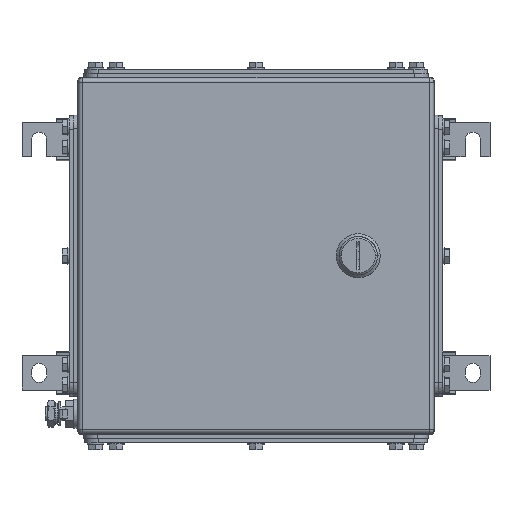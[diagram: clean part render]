
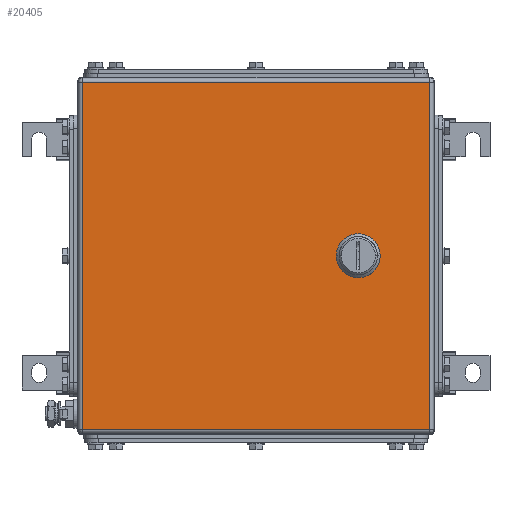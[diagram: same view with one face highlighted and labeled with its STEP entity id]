
A CAD part, top view. The second image highlights one B-rep face of the part: STEP entity #20405.
In plain terms, the highlighted planar face has unit normal (0, 0, 1).
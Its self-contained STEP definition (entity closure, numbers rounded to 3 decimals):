
#19433=AXIS2_PLACEMENT_3D('Circle Axis2P3D',#19431,#19432,$) ;
#19481=AXIS2_PLACEMENT_3D('Circle Axis2P3D',#19479,#19480,$) ;
#19500=AXIS2_PLACEMENT_3D('Circle Axis2P3D',#19498,#19499,$) ;
#20374=AXIS2_PLACEMENT_3D('Circle Axis2P3D',#20372,#20373,$) ;
#20387=AXIS2_PLACEMENT_3D('Plane Axis2P3D',#20384,#20385,#20386) ;
#19292=CARTESIAN_POINT('Vertex',(255.05,135.944,203.5)) ;
#19295=CARTESIAN_POINT('Line Origine',(255.05,141.,203.5)) ;
#19299=CARTESIAN_POINT('Vertex',(255.05,146.056,203.5)) ;
#19428=CARTESIAN_POINT('Vertex',(250.056,130.95,203.5)) ;
#19431=CARTESIAN_POINT('Axis2P3D Location',(245.,141.,203.5)) ;
#19452=CARTESIAN_POINT('Vertex',(239.944,130.95,203.5)) ;
#19455=CARTESIAN_POINT('Line Origine',(245.,130.95,203.5)) ;
#19476=CARTESIAN_POINT('Vertex',(234.95,135.944,203.5)) ;
#19479=CARTESIAN_POINT('Axis2P3D Location',(245.,141.,203.5)) ;
#19495=CARTESIAN_POINT('Vertex',(239.944,151.05,203.5)) ;
#19498=CARTESIAN_POINT('Axis2P3D Location',(245.,141.,203.5)) ;
#19502=CARTESIAN_POINT('Vertex',(234.95,146.056,203.5)) ;
#19526=CARTESIAN_POINT('Vertex',(297.,267.5,203.5)) ;
#19542=CARTESIAN_POINT('Vertex',(44.,267.5,203.5)) ;
#19545=CARTESIAN_POINT('Line Origine',(168.4,267.5,203.5)) ;
#19580=CARTESIAN_POINT('Vertex',(44.,14.5,203.5)) ;
#19583=CARTESIAN_POINT('Line Origine',(44.,141.,203.5)) ;
#19618=CARTESIAN_POINT('Vertex',(297.,14.5,203.5)) ;
#19621=CARTESIAN_POINT('Line Origine',(170.5,14.5,203.5)) ;
#19657=CARTESIAN_POINT('Line Origine',(297.,141.,203.5)) ;
#20292=CARTESIAN_POINT('Vertex',(250.056,151.05,203.5)) ;
#20295=CARTESIAN_POINT('Line Origine',(245.,151.05,203.5)) ;
#20312=CARTESIAN_POINT('Line Origine',(234.95,141.,203.5)) ;
#20372=CARTESIAN_POINT('Axis2P3D Location',(245.,141.,203.5)) ;
#20384=CARTESIAN_POINT('Axis2P3D Location',(170.5,141.,203.5)) ;
#19296=DIRECTION('Vector Direction',(0.,-1.,0.)) ;
#19432=DIRECTION('Axis2P3D Direction',(0.,0.,1.)) ;
#19456=DIRECTION('Vector Direction',(1.,0.,0.)) ;
#19480=DIRECTION('Axis2P3D Direction',(0.,0.,1.)) ;
#19499=DIRECTION('Axis2P3D Direction',(0.,0.,1.)) ;
#19546=DIRECTION('Vector Direction',(1.,0.,0.)) ;
#19584=DIRECTION('Vector Direction',(0.,-1.,0.)) ;
#19622=DIRECTION('Vector Direction',(1.,0.,0.)) ;
#19658=DIRECTION('Vector Direction',(0.,1.,0.)) ;
#20296=DIRECTION('Vector Direction',(1.,0.,0.)) ;
#20313=DIRECTION('Vector Direction',(0.,1.,0.)) ;
#20373=DIRECTION('Axis2P3D Direction',(0.,0.,1.)) ;
#20385=DIRECTION('Axis2P3D Direction',(0.,0.,1.)) ;
#20386=DIRECTION('Axis2P3D XDirection',(1.,0.,0.)) ;
#19297=VECTOR('Line Direction',#19296,1.) ;
#19457=VECTOR('Line Direction',#19456,1.) ;
#19547=VECTOR('Line Direction',#19546,1.) ;
#19585=VECTOR('Line Direction',#19584,1.) ;
#19623=VECTOR('Line Direction',#19622,1.) ;
#19659=VECTOR('Line Direction',#19658,1.) ;
#20297=VECTOR('Line Direction',#20296,1.) ;
#20314=VECTOR('Line Direction',#20313,1.) ;
#20390=ORIENTED_EDGE('',*,*,#19549,.T.) ;
#20391=ORIENTED_EDGE('',*,*,#19587,.T.) ;
#20392=ORIENTED_EDGE('',*,*,#19625,.T.) ;
#20393=ORIENTED_EDGE('',*,*,#19661,.T.) ;
#20396=ORIENTED_EDGE('',*,*,#19435,.F.) ;
#20397=ORIENTED_EDGE('',*,*,#19459,.F.) ;
#20398=ORIENTED_EDGE('',*,*,#19483,.F.) ;
#20399=ORIENTED_EDGE('',*,*,#20316,.T.) ;
#20400=ORIENTED_EDGE('',*,*,#19504,.F.) ;
#20401=ORIENTED_EDGE('',*,*,#20299,.T.) ;
#20402=ORIENTED_EDGE('',*,*,#20376,.F.) ;
#20403=ORIENTED_EDGE('',*,*,#19301,.T.) ;
#20404=FACE_BOUND('',#20395,.T.) ;
#20405=ADVANCED_FACE('1199990000.2\\ZUB_KTB_QL_262620_4GP_AllCATPart.2\\ZUB_DE_KTB_QL_260x260.1\\DE_KTB_MH_PART_MASTER.1\\Koerper.2',(#20394,#20404),#20388,.T.) ;
#19434=CIRCLE('generated circle',#19433,11.25) ;
#19482=CIRCLE('generated circle',#19481,11.25) ;
#19501=CIRCLE('generated circle',#19500,11.25) ;
#20375=CIRCLE('generated circle',#20374,11.25) ;
#19301=EDGE_CURVE('',#19300,#19293,#19298,.T.) ;
#19435=EDGE_CURVE('',#19429,#19293,#19434,.T.) ;
#19459=EDGE_CURVE('',#19453,#19429,#19458,.T.) ;
#19483=EDGE_CURVE('',#19477,#19453,#19482,.T.) ;
#19504=EDGE_CURVE('',#19496,#19503,#19501,.T.) ;
#19549=EDGE_CURVE('',#19527,#19543,#19548,.F.) ;
#19587=EDGE_CURVE('',#19543,#19581,#19586,.T.) ;
#19625=EDGE_CURVE('',#19581,#19619,#19624,.T.) ;
#19661=EDGE_CURVE('',#19619,#19527,#19660,.T.) ;
#20299=EDGE_CURVE('',#19496,#20293,#20298,.T.) ;
#20316=EDGE_CURVE('',#19477,#19503,#20315,.T.) ;
#20376=EDGE_CURVE('',#19300,#20293,#20375,.T.) ;
#20389=EDGE_LOOP('',(#20390,#20391,#20392,#20393)) ;
#20395=EDGE_LOOP('',(#20396,#20397,#20398,#20399,#20400,#20401,#20402,#20403)) ;
#20394=FACE_OUTER_BOUND('',#20389,.T.) ;
#19298=LINE('Line',#19295,#19297) ;
#19458=LINE('Line',#19455,#19457) ;
#19548=LINE('Line',#19545,#19547) ;
#19586=LINE('Line',#19583,#19585) ;
#19624=LINE('Line',#19621,#19623) ;
#19660=LINE('Line',#19657,#19659) ;
#20298=LINE('Line',#20295,#20297) ;
#20315=LINE('Line',#20312,#20314) ;
#20388=PLANE('',#20387) ;
#19293=VERTEX_POINT('',#19292) ;
#19300=VERTEX_POINT('',#19299) ;
#19429=VERTEX_POINT('',#19428) ;
#19453=VERTEX_POINT('',#19452) ;
#19477=VERTEX_POINT('',#19476) ;
#19496=VERTEX_POINT('',#19495) ;
#19503=VERTEX_POINT('',#19502) ;
#19527=VERTEX_POINT('',#19526) ;
#19543=VERTEX_POINT('',#19542) ;
#19581=VERTEX_POINT('',#19580) ;
#19619=VERTEX_POINT('',#19618) ;
#20293=VERTEX_POINT('',#20292) ;
